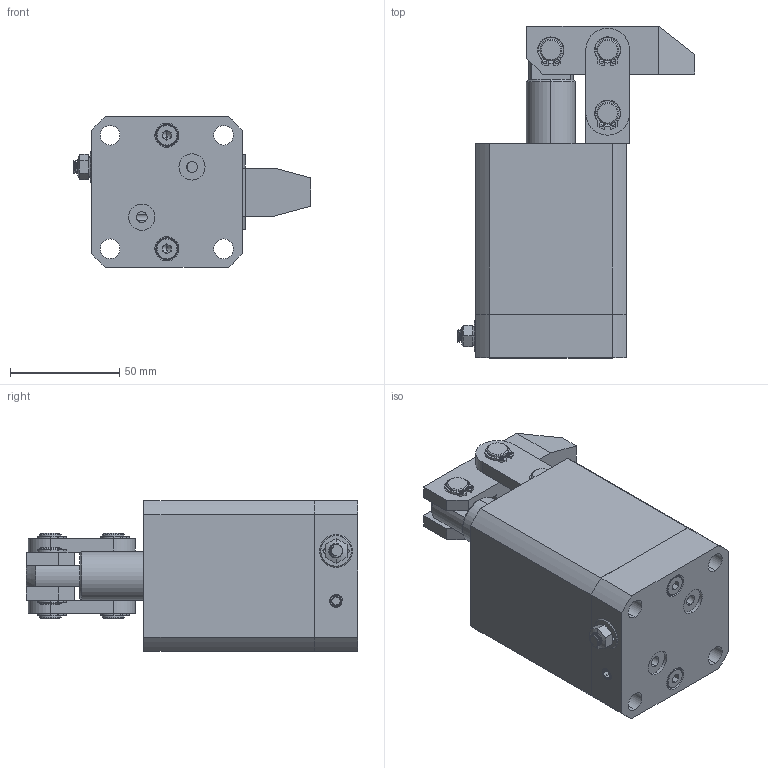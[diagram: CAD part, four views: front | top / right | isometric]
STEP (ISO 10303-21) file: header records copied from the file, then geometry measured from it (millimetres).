
FILE_DESCRIPTION (( 'STEP AP214' ), '1' );
FILE_NAME ('chlc-mf40_asm.STEP', '2019-11-25T06:30:14', ( 'Windows' ), ( 'Microsoft' ), 'SwSTEP 2.0', 'SolidWorks 2015', '' );
FILE_SCHEMA (( 'AUTOMOTIVE_DESIGN' ));
Length unit declared in the file: millimetre
Products named in the file (15): CHLC-40-02; CHLC-40-03; CHLC-40-01; CHLC-40-08; CHLC-MF40-02; CHLC-MF40-01; chlc-mf40_asm; M6LC; M6LS; CHLC-40-06; M6; TXF_ASM; TSF-01; TXF-02; CHLC-40-04
Assembly tree (22 placements, depth 3):
  chlc-mf40_asm
    CHLC-MF40-01
    CHLC-MF40-02
    CHLC-40-08
    CHLC-40-01
    CHLC-40-03  x2
    CHLC-40-02  x2
    CHLC-40-04
    TXF_ASM
      TXF-02
      TSF-01
    M6
    CHLC-40-06  x6
    M6LS
    M6LC  x2
Bounding box: 109 x 152 x 69 mm (x, y, z)
Volume: 455466.7 mm3; surface area: 101533.5 mm2
Topology: 21 solids, 21 shells, 1194 faces, 3215 edges, 2103 vertices
Faces by surface type: cylinder 559, plane 486, cone 98, bspline 43, torus 8
Entity records: 45333 total; most frequent: CARTESIAN_POINT 18944, ORIENTED_EDGE 3936, DIRECTION 3364, EDGE_CURVE 1968, AXIS2_PLACEMENT_3D 1315, VERTEX_POINT 1286, EDGE_LOOP 840, UNCERTAINTY_MEASURE_WITH_UNIT 769
